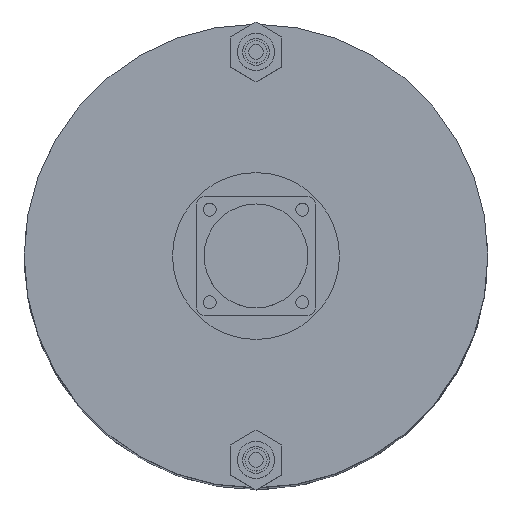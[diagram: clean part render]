
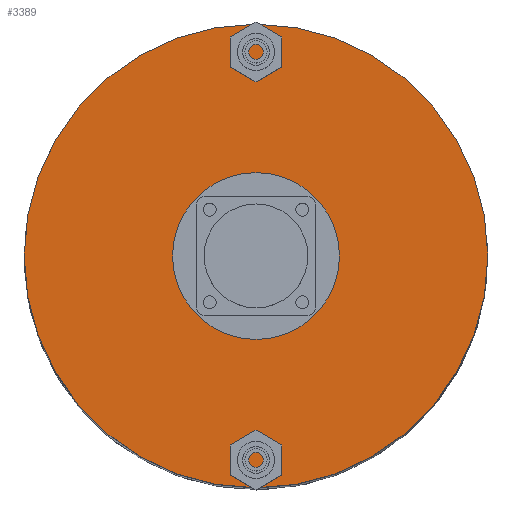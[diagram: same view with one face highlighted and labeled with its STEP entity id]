
A CAD part, top view. The second image highlights one B-rep face of the part: STEP entity #3389.
In plain terms, the highlighted planar face has unit normal (0, 0, 1).
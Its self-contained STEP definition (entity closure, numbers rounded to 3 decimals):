
#272 = CARTESIAN_POINT ( 'NONE',  ( 22.5, 0., 35.5 ) ) ;
#273 = DIRECTION ( 'NONE',  ( 0., 0., 1. ) ) ;
#360 = DIRECTION ( 'NONE',  ( 0., 0., 1. ) ) ;
#655 = DIRECTION ( 'NONE',  ( 1., 0., 0. ) ) ;
#724 = PLANE ( 'NONE',  #3718 ) ;
#752 = DIRECTION ( 'NONE',  ( 0., 0., 1. ) ) ;
#772 = CIRCLE ( 'NONE', #1464, 22.5 ) ;
#989 = DIRECTION ( 'NONE',  ( 1., 0., 0. ) ) ;
#1095 = DIRECTION ( 'NONE',  ( 1., 0., 0. ) ) ;
#1364 = ORIENTED_EDGE ( 'NONE', *, *, #2532, .T. ) ;
#1464 = AXIS2_PLACEMENT_3D ( 'NONE', #1802, #273, #655 ) ;
#1540 = CARTESIAN_POINT ( 'NONE',  ( 0., 0., 35.5 ) ) ;
#1599 = DIRECTION ( 'NONE',  ( 0., 0., 1. ) ) ;
#1802 = CARTESIAN_POINT ( 'NONE',  ( 0., 0., 35.5 ) ) ;
#1890 = DIRECTION ( 'NONE',  ( 1., 0., 0. ) ) ;
#1913 = CARTESIAN_POINT ( 'NONE',  ( 62.5, 0., 35.5 ) ) ;
#2052 = EDGE_LOOP ( 'NONE', ( #1364, #2115 ) ) ;
#2111 = AXIS2_PLACEMENT_3D ( 'NONE', #1540, #752, #1890 ) ;
#2115 = ORIENTED_EDGE ( 'NONE', *, *, #3011, .T. ) ;
#2285 = CARTESIAN_POINT ( 'NONE',  ( 0., 0., 35.5 ) ) ;
#2376 = CARTESIAN_POINT ( 'NONE',  ( 0., 0., 35.5 ) ) ;
#2532 = EDGE_CURVE ( 'NONE', #3708, #3391, #4363, .T. ) ;
#2589 = AXIS2_PLACEMENT_3D ( 'NONE', #2376, #1599, #4682 ) ;
#2657 = CARTESIAN_POINT ( 'NONE',  ( -22.5, 0., 35.5 ) ) ;
#2680 = CIRCLE ( 'NONE', #2111, 22.5 ) ;
#2804 = VERTEX_POINT ( 'NONE', #272 ) ;
#2851 = EDGE_CURVE ( 'NONE', #2804, #4066, #2680, .T. ) ;
#3011 = EDGE_CURVE ( 'NONE', #3391, #3708, #4963, .T. ) ;
#3074 = ORIENTED_EDGE ( 'NONE', *, *, #2851, .F. ) ;
#3286 = CARTESIAN_POINT ( 'NONE',  ( -62.5, 0., 35.5 ) ) ;
#3389 = ADVANCED_FACE ( 'NONE', ( #4338, #4758 ), #724, .T. ) ;
#3391 = VERTEX_POINT ( 'NONE', #1913 ) ;
#3708 = VERTEX_POINT ( 'NONE', #3286 ) ;
#3718 = AXIS2_PLACEMENT_3D ( 'NONE', #2285, #360, #1095 ) ;
#3738 = CARTESIAN_POINT ( 'NONE',  ( 0., 0., 35.5 ) ) ;
#3751 = DIRECTION ( 'NONE',  ( 0., 0., 1. ) ) ;
#3909 = AXIS2_PLACEMENT_3D ( 'NONE', #3738, #3751, #989 ) ;
#4066 = VERTEX_POINT ( 'NONE', #2657 ) ;
#4167 = EDGE_LOOP ( 'NONE', ( #4175, #3074 ) ) ;
#4175 = ORIENTED_EDGE ( 'NONE', *, *, #4519, .F. ) ;
#4338 = FACE_BOUND ( 'NONE', #4167, .T. ) ;
#4363 = CIRCLE ( 'NONE', #2589, 62.5 ) ;
#4519 = EDGE_CURVE ( 'NONE', #4066, #2804, #772, .T. ) ;
#4682 = DIRECTION ( 'NONE',  ( 1., 0., 0. ) ) ;
#4758 = FACE_OUTER_BOUND ( 'NONE', #2052, .T. ) ;
#4963 = CIRCLE ( 'NONE', #3909, 62.5 ) ;
